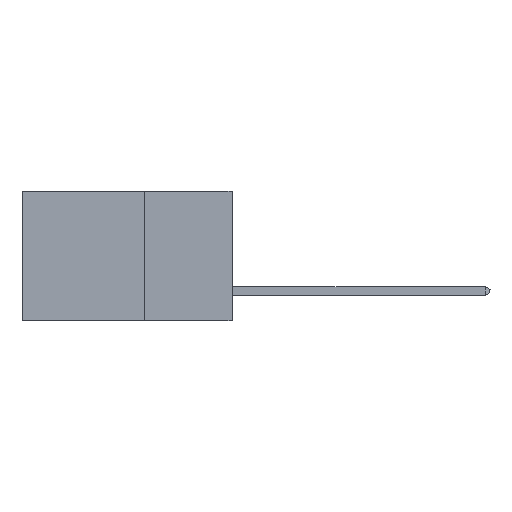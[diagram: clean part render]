
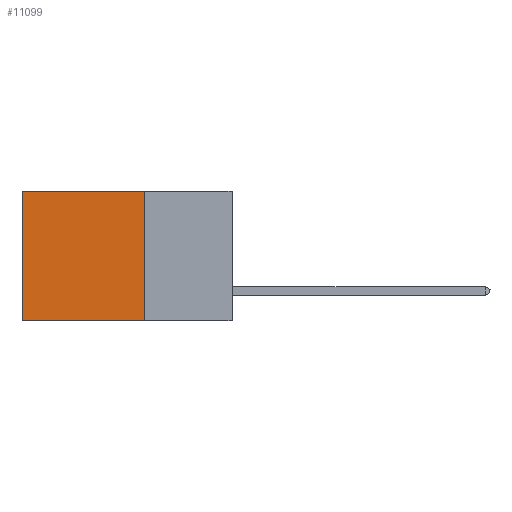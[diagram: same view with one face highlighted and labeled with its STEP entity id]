
A CAD part, left-side view. The second image highlights one B-rep face of the part: STEP entity #11099.
In plain terms, the highlighted planar face has unit normal (-1, 0, 0).
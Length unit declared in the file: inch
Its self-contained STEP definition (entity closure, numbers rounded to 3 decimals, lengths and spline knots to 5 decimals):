
#58 = FACE_OUTER_BOUND ( 'NONE', #14293, .T. ) ;
#454 = CARTESIAN_POINT ( 'NONE',  ( 0.2875, 0.25, -0.37 ) ) ;
#2149 = LINE ( 'NONE', #7267, #11952 ) ;
#2201 = PLANE ( 'NONE',  #7647 ) ;
#3507 = ORIENTED_EDGE ( 'NONE', *, *, #11485, .F. ) ;
#3836 = VECTOR ( 'NONE', #10802, 39.37008 ) ;
#3847 = ORIENTED_EDGE ( 'NONE', *, *, #11959, .T. ) ;
#5871 = ORIENTED_EDGE ( 'NONE', *, *, #14656, .F. ) ;
#5969 = CARTESIAN_POINT ( 'NONE',  ( 0.2875, 0.6, 0. ) ) ;
#6009 = CARTESIAN_POINT ( 'NONE',  ( 0.2875, 0.25, 0. ) ) ;
#6064 = CARTESIAN_POINT ( 'NONE',  ( 0.2875, 0.25, 0. ) ) ;
#6176 = DIRECTION ( 'NONE',  ( 0., 0., -1. ) ) ;
#6237 = LINE ( 'NONE', #15755, #3836 ) ;
#7267 = CARTESIAN_POINT ( 'NONE',  ( 0.2875, 0.25, 0. ) ) ;
#7328 = ORIENTED_EDGE ( 'NONE', *, *, #8428, .T. ) ;
#7368 = DIRECTION ( 'NONE',  ( 1., 0., 0. ) ) ;
#7468 = DIRECTION ( 'NONE',  ( 0., 0., -1. ) ) ;
#7647 = AXIS2_PLACEMENT_3D ( 'NONE', #6009, #7368, #6176 ) ;
#7704 = LINE ( 'NONE', #16350, #10654 ) ;
#8428 = EDGE_CURVE ( 'NONE', #15199, #15465, #2149, .T. ) ;
#8567 = DIRECTION ( 'NONE',  ( 0., 1., 0. ) ) ;
#8750 = CARTESIAN_POINT ( 'NONE',  ( 0.2875, 0.25, -0.37 ) ) ;
#10292 = VERTEX_POINT ( 'NONE', #454 ) ;
#10654 = VECTOR ( 'NONE', #7468, 39.37008 ) ;
#10802 = DIRECTION ( 'NONE',  ( 0., 0., -1. ) ) ;
#11099 = ADVANCED_FACE ( 'NONE', ( #58 ), #2201, .F. ) ;
#11485 = EDGE_CURVE ( 'NONE', #15199, #10292, #7704, .T. ) ;
#11952 = VECTOR ( 'NONE', #8567, 39.37008 ) ;
#11959 = EDGE_CURVE ( 'NONE', #15465, #15726, #6237, .T. ) ;
#12992 = VECTOR ( 'NONE', #15281, 39.37008 ) ;
#14130 = CARTESIAN_POINT ( 'NONE',  ( 0.2875, 0.6, -0.37 ) ) ;
#14293 = EDGE_LOOP ( 'NONE', ( #3847, #5871, #3507, #7328 ) ) ;
#14656 = EDGE_CURVE ( 'NONE', #10292, #15726, #15808, .T. ) ;
#15199 = VERTEX_POINT ( 'NONE', #6064 ) ;
#15281 = DIRECTION ( 'NONE',  ( 0., 1., 0. ) ) ;
#15465 = VERTEX_POINT ( 'NONE', #5969 ) ;
#15726 = VERTEX_POINT ( 'NONE', #14130 ) ;
#15755 = CARTESIAN_POINT ( 'NONE',  ( 0.2875, 0.6, 0. ) ) ;
#15808 = LINE ( 'NONE', #8750, #12992 ) ;
#16350 = CARTESIAN_POINT ( 'NONE',  ( 0.2875, 0.25, 0. ) ) ;
